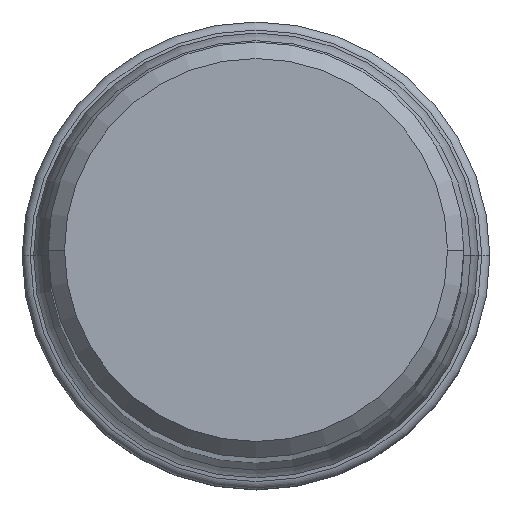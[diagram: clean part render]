
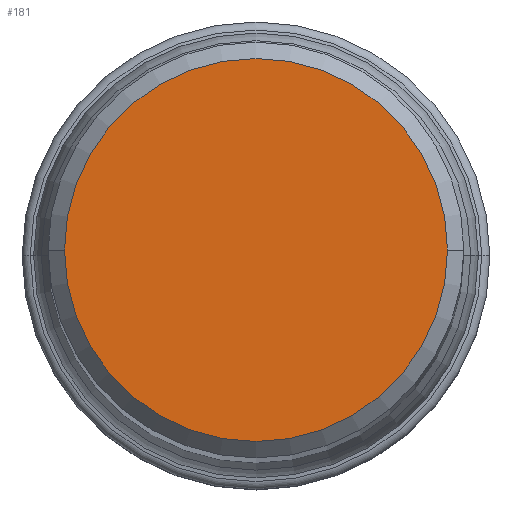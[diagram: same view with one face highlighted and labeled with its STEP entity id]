
A CAD part, top view. The second image highlights one B-rep face of the part: STEP entity #181.
In plain terms, the highlighted planar face has unit normal (0, 0, 1).
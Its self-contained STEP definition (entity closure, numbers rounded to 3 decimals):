
#30=PLANE('',#1232);
#181=ADVANCED_FACE('',(#250),#30,.F.);
#250=FACE_OUTER_BOUND('',#314,.T.);
#314=EDGE_LOOP('',(#545,#546,#547,#548));
#545=ORIENTED_EDGE('',*,*,#779,.T.);
#546=ORIENTED_EDGE('',*,*,#777,.T.);
#547=ORIENTED_EDGE('',*,*,#776,.T.);
#548=ORIENTED_EDGE('',*,*,#780,.T.);
#651=VERTEX_POINT('',#3148);
#652=VERTEX_POINT('',#3150);
#653=VERTEX_POINT('',#3152);
#654=VERTEX_POINT('',#3156);
#776=EDGE_CURVE('',#652,#651,#933,.T.);
#777=EDGE_CURVE('',#653,#652,#934,.T.);
#779=EDGE_CURVE('',#654,#653,#935,.T.);
#780=EDGE_CURVE('',#651,#654,#936,.T.);
#933=CIRCLE('',#1226,11.7);
#934=CIRCLE('',#1227,11.7);
#935=CIRCLE('',#1229,11.7);
#936=CIRCLE('',#1230,11.7);
#1226=AXIS2_PLACEMENT_3D('',#3149,#1517,#1518);
#1227=AXIS2_PLACEMENT_3D('',#3151,#1519,#1520);
#1229=AXIS2_PLACEMENT_3D('',#3155,#1524,#1525);
#1230=AXIS2_PLACEMENT_3D('',#3157,#1526,#1527);
#1232=AXIS2_PLACEMENT_3D('',#3159,#1530,#1531);
#1517=DIRECTION('',(0.,0.,1.));
#1518=DIRECTION('',(0.,-1.,0.));
#1519=DIRECTION('',(0.,0.,1.));
#1520=DIRECTION('',(-1.,0.,0.));
#1524=DIRECTION('',(0.,0.,1.));
#1525=DIRECTION('',(0.,1.,0.));
#1526=DIRECTION('',(0.,0.,1.));
#1527=DIRECTION('',(1.,0.,0.));
#1530=DIRECTION('',(0.,0.,-1.));
#1531=DIRECTION('',(1.,0.,0.));
#3148=CARTESIAN_POINT('',(11.7,0.,0.));
#3149=CARTESIAN_POINT('',(0.,0.,0.));
#3150=CARTESIAN_POINT('',(0.,-11.7,0.));
#3151=CARTESIAN_POINT('',(0.,0.,0.));
#3152=CARTESIAN_POINT('',(-11.7,0.,0.));
#3155=CARTESIAN_POINT('',(0.,0.,0.));
#3156=CARTESIAN_POINT('',(0.,11.7,0.));
#3157=CARTESIAN_POINT('',(0.,0.,0.));
#3159=CARTESIAN_POINT('',(0.,0.,0.));
